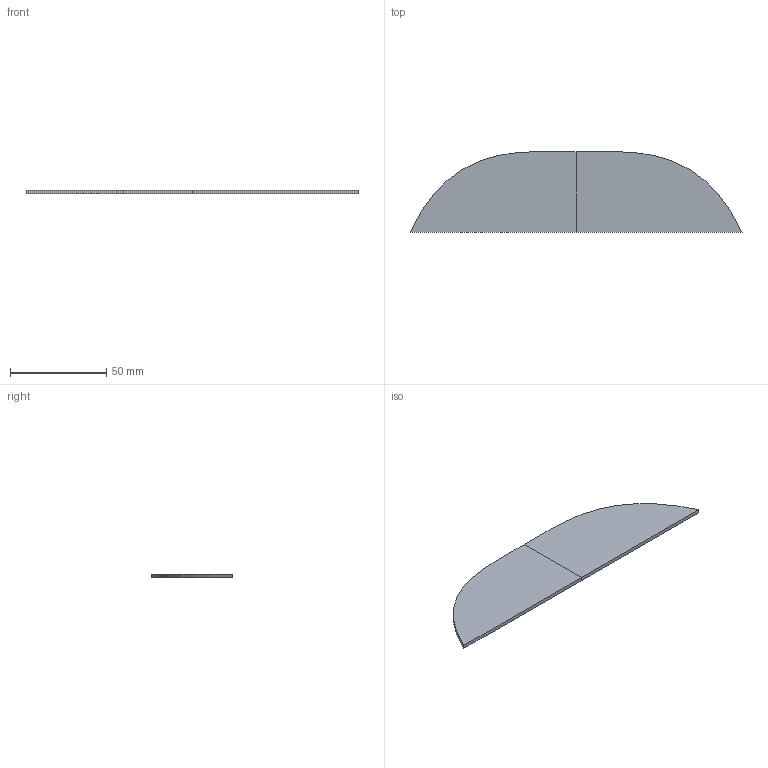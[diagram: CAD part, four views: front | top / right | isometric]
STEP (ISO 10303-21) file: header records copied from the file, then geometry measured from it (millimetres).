
FILE_DESCRIPTION(('HOOPS Exchange Step'),'2;1');
FILE_NAME('temp_export','2021-04-03T16:08:31-04:00',('poastoast'),('Shapr3D Limited'),'HOOPS Exchange 2020.2','Shapr3D','Authorized');
FILE_SCHEMA( ('AP203_CONFIGURATION_CONTROLLED_3D_DESIGN_OF_MECHANICAL_PARTS_AND_ASSEMBLIES_MIM_LF') );
Length unit declared in the file: millimetre
Products named in the file (1): 50E8B2D0-1C99-4D8A-9D09-617516CA81F8.tmp
Bounding box: 172.66 x 42 x 2 mm (x, y, z)
Volume: 11648.7 mm3; surface area: 12577.8 mm2
Topology: 2 solids, 2 shells, 14 faces, 30 edges, 20 vertices
Faces by surface type: plane 10, bspline 4
Entity records: 909 total; most frequent: CARTESIAN_POINT 609, ORIENTED_EDGE 60, DIRECTION 42, EDGE_CURVE 30, VERTEX_POINT 20, VECTOR 20, LINE 20, EDGE_LOOP 14
